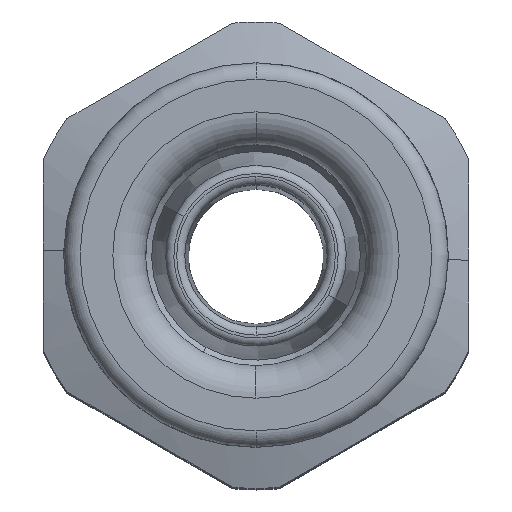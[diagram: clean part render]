
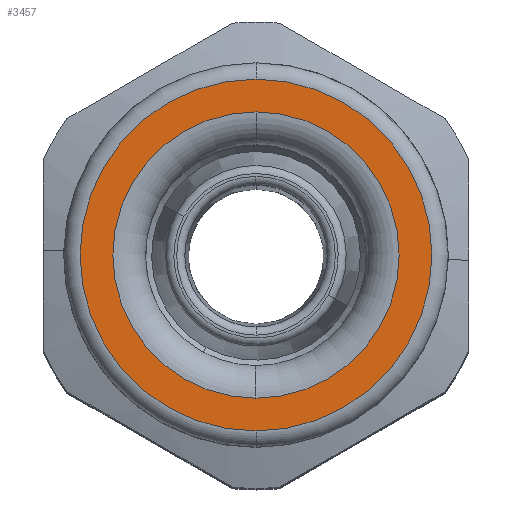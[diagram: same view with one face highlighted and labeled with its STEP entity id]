
A CAD part, top view. The second image highlights one B-rep face of the part: STEP entity #3457.
In plain terms, the highlighted planar face has unit normal (0, 0, 1).
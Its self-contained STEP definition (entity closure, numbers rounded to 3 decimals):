
#3351=AXIS2_PLACEMENT_3D('Circle Axis2P3D',#3349,#3350,$) ;
#3375=AXIS2_PLACEMENT_3D('Circle Axis2P3D',#3373,#3374,$) ;
#3433=AXIS2_PLACEMENT_3D('Plane Axis2P3D',#3430,#3431,#3432) ;
#3437=AXIS2_PLACEMENT_3D('Circle Axis2P3D',#3435,#3436,$) ;
#3446=AXIS2_PLACEMENT_3D('Circle Axis2P3D',#3444,#3445,$) ;
#3346=CARTESIAN_POINT('Vertex',(13.,23.,77.9)) ;
#3349=CARTESIAN_POINT('Axis2P3D Location',(13.,14.25,77.9)) ;
#3353=CARTESIAN_POINT('Vertex',(13.,5.5,77.9)) ;
#3373=CARTESIAN_POINT('Axis2P3D Location',(13.,14.25,77.9)) ;
#3430=CARTESIAN_POINT('Axis2P3D Location',(13.,14.25,77.9)) ;
#3435=CARTESIAN_POINT('Axis2P3D Location',(13.,14.25,77.9)) ;
#3439=CARTESIAN_POINT('Vertex',(13.,25.,77.9)) ;
#3441=CARTESIAN_POINT('Vertex',(13.,3.5,77.9)) ;
#3444=CARTESIAN_POINT('Axis2P3D Location',(13.,14.25,77.9)) ;
#3350=DIRECTION('Axis2P3D Direction',(0.,0.,1.)) ;
#3374=DIRECTION('Axis2P3D Direction',(0.,0.,1.)) ;
#3431=DIRECTION('Axis2P3D Direction',(0.,0.,1.)) ;
#3432=DIRECTION('Axis2P3D XDirection',(0.,1.,0.)) ;
#3436=DIRECTION('Axis2P3D Direction',(0.,0.,1.)) ;
#3445=DIRECTION('Axis2P3D Direction',(0.,0.,1.)) ;
#3450=ORIENTED_EDGE('',*,*,#3443,.T.) ;
#3451=ORIENTED_EDGE('',*,*,#3448,.T.) ;
#3454=ORIENTED_EDGE('',*,*,#3377,.F.) ;
#3455=ORIENTED_EDGE('',*,*,#3355,.F.) ;
#3456=FACE_BOUND('',#3453,.T.) ;
#3457=ADVANCED_FACE('Body',(#3452,#3456),#3434,.T.) ;
#3352=CIRCLE('generated circle',#3351,8.75) ;
#3376=CIRCLE('generated circle',#3375,8.75) ;
#3438=CIRCLE('generated circle',#3437,10.75) ;
#3447=CIRCLE('generated circle',#3446,10.75) ;
#3355=EDGE_CURVE('',#3347,#3354,#3352,.T.) ;
#3377=EDGE_CURVE('',#3354,#3347,#3376,.T.) ;
#3443=EDGE_CURVE('',#3440,#3442,#3438,.T.) ;
#3448=EDGE_CURVE('',#3442,#3440,#3447,.T.) ;
#3449=EDGE_LOOP('',(#3450,#3451)) ;
#3453=EDGE_LOOP('',(#3454,#3455)) ;
#3452=FACE_OUTER_BOUND('',#3449,.T.) ;
#3434=PLANE('',#3433) ;
#3347=VERTEX_POINT('',#3346) ;
#3354=VERTEX_POINT('',#3353) ;
#3440=VERTEX_POINT('',#3439) ;
#3442=VERTEX_POINT('',#3441) ;
